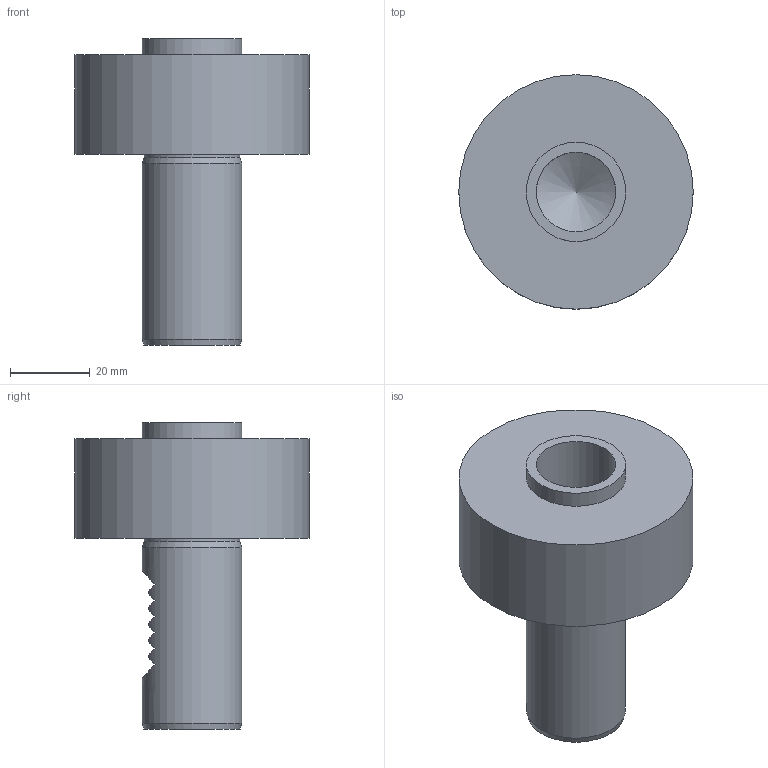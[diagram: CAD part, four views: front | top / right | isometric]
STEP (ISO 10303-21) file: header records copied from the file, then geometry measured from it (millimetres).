
FILE_DESCRIPTION(/* description */ (''),/* implementation_level */ '2;1');
FILE_NAME(/* name */ '10001154775nxv000_00_214.stp',/* time_stamp */ '2023-02-09T09:58:11+01:00',/* author */ (''),/* organization */ (''),/* preprocessor_version */ 'ST-DEVELOPER v18.1',/* originating_system */ 'SIEMENS PLM Software NX 2000',/* authorisation */ '');
FILE_SCHEMA (('AUTOMOTIVE_DESIGN { 1 0 10303 214 3 1 1 1 }'));
Length unit declared in the file: millimetre
Products named in the file (1): 10001154775nxv000_00
Bounding box: 59 x 59 x 77 mm (x, y, z)
Volume: 84717.2 mm3; surface area: 15965.8 mm2
Topology: 1 solids, 1 shells, 35 faces, 131 edges, 148 vertices
Faces by surface type: plane 26, cylinder 5, cone 4
Full cylindrical faces by diameter (mm): 20 x1, 24.1 x1, 25 x2, 59 x1
Entity records: 1425 total; most frequent: DIRECTION 233, CARTESIAN_POINT 210, ORIENTED_EDGE 146, AXIS2_PLACEMENT_3D 79, LINE 75, VECTOR 75, EDGE_CURVE 73, VERTEX_POINT 54
